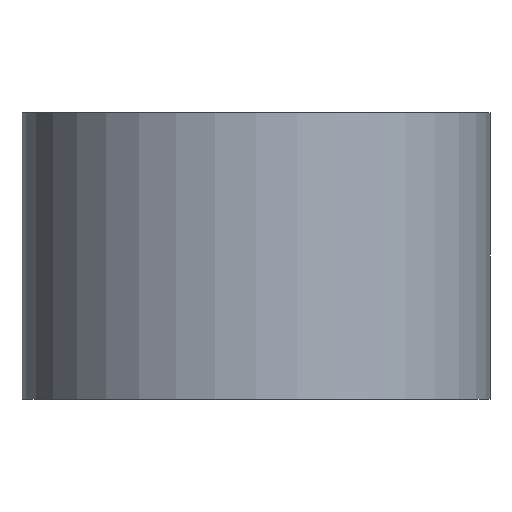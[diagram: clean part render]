
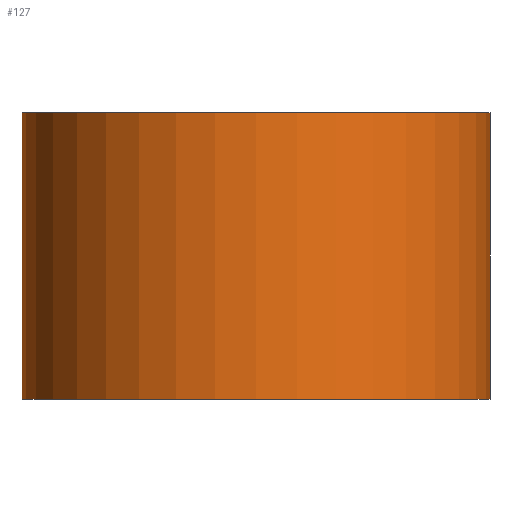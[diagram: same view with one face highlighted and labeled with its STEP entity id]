
A CAD part, front view. The second image highlights one B-rep face of the part: STEP entity #127.
In plain terms, the highlighted cylindrical face has radius 24 mm (diameter 48 mm), a full revolution.
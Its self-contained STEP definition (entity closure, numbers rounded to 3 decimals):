
#15=LINE('',#2242,#16);
#16=VECTOR('',#177,24.);
#17=CYLINDRICAL_SURFACE('',#152,24.);
#30=FACE_OUTER_BOUND('',#39,.T.);
#39=EDGE_LOOP('',(#115,#116,#117,#118));
#42=CIRCLE('',#146,24.);
#45=CIRCLE('',#151,24.);
#61=VERTEX_POINT('',#439);
#67=VERTEX_POINT('',#773);
#74=EDGE_CURVE('',#61,#61,#42,.T.);
#81=EDGE_CURVE('',#67,#67,#45,.T.);
#84=EDGE_CURVE('',#61,#67,#15,.T.);
#115=ORIENTED_EDGE('',*,*,#74,.T.);
#116=ORIENTED_EDGE('',*,*,#84,.T.);
#117=ORIENTED_EDGE('',*,*,#81,.T.);
#118=ORIENTED_EDGE('',*,*,#84,.F.);
#127=ADVANCED_FACE('',(#30),#17,.T.);
#146=AXIS2_PLACEMENT_3D('',#440,#163,#164);
#151=AXIS2_PLACEMENT_3D('',#774,#173,#174);
#152=AXIS2_PLACEMENT_3D('',#2241,#175,#176);
#163=DIRECTION('center_axis',(0.,0.,-1.));
#164=DIRECTION('ref_axis',(1.,0.,0.));
#173=DIRECTION('center_axis',(0.,0.,1.));
#174=DIRECTION('ref_axis',(1.,0.,0.));
#175=DIRECTION('center_axis',(0.,0.,1.));
#176=DIRECTION('ref_axis',(1.,0.,0.));
#177=DIRECTION('',(0.,0.,-1.));
#439=CARTESIAN_POINT('',(-24.,0.,30.4));
#440=CARTESIAN_POINT('Origin',(0.,0.,30.4));
#773=CARTESIAN_POINT('',(-24.,0.,1.));
#774=CARTESIAN_POINT('Origin',(0.,0.,1.));
#2241=CARTESIAN_POINT('Origin',(0.,0.,0.));
#2242=CARTESIAN_POINT('',(-24.,0.,0.));
